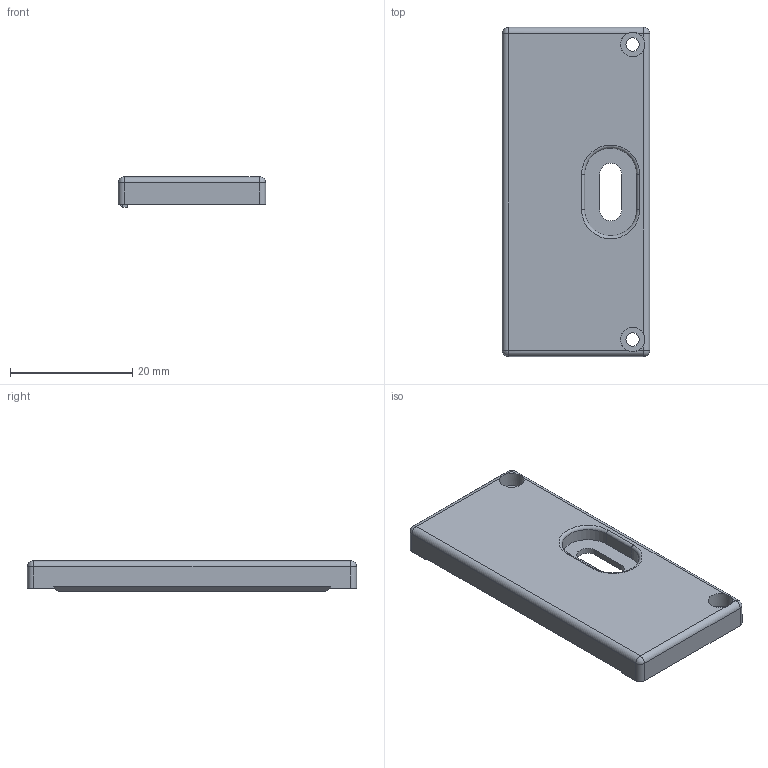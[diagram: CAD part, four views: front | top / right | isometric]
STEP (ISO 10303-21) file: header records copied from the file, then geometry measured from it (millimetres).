
FILE_DESCRIPTION(/* description */ (''),/* implementation_level */ '2;1');
FILE_NAME(/* name */ 'V2.0 Lid.stp',/* time_stamp */ '2024-01-08T20:59:19-05:00',/* author */ ('User'),/* organization */ (''),/* preprocessor_version */ 'ST-DEVELOPER v19',/* originating_system */ 'Autodesk Inventor 2023',/* authorisation */ '');
FILE_SCHEMA (('AUTOMOTIVE_DESIGN { 1 0 10303 214 3 1 1 }'));
Length unit declared in the file: millimetre
Products named in the file (1): V1.0 Lid
Bounding box: 24.12 x 53.8 x 5 mm (x, y, z)
Volume: 4947 mm3; surface area: 3685.6 mm2
Topology: 1 solids, 1 shells, 65 faces, 163 edges, 102 vertices
Faces by surface type: plane 37, cylinder 22, sphere 4, torus 2
Full cylindrical faces by diameter (mm): 2.2 x2, 4 x2
Entity records: 2014 total; most frequent: CARTESIAN_POINT 371, DIRECTION 341, ORIENTED_EDGE 326, EDGE_CURVE 163, AXIS2_PLACEMENT_3D 116, LINE 109, VECTOR 109, VERTEX_POINT 102
